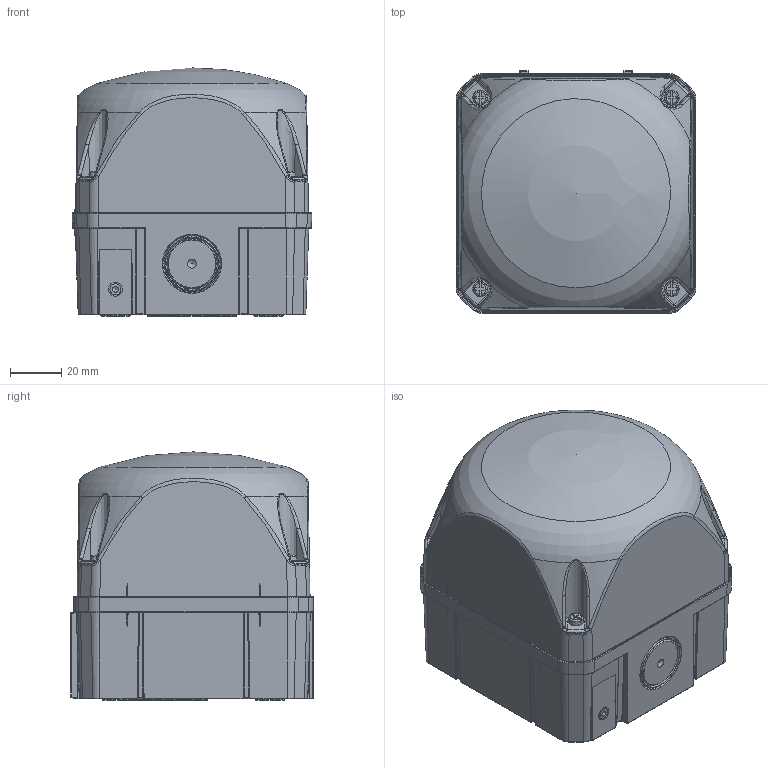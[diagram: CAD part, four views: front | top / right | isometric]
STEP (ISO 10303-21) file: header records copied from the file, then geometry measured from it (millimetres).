
FILE_DESCRIPTION(/* description */ (''),/* implementation_level */ '2;1');
FILE_NAME(/* name */ 'QDS QFS.stp',/* time_stamp */ '2012-09-10T09:40:56+02:00',/* author */ (''),/* organization */ (''),/* preprocessor_version */ 'ST-DEVELOPER v11',/* originating_system */ 'SIEMENS PLM Software NX 7.5',/* authorisation */ '');
FILE_SCHEMA (('AUTOMOTIVE_DESIGN { 1 0 10303 214 1 1 1 1 }'));
Length unit declared in the file: millimetre
Products named in the file (1): m.ne70484gv7
Bounding box: 93.98 x 95.2 x 97.3 mm (x, y, z)
Volume: 709022.6 mm3; surface area: 76591.8 mm2
Topology: 8 solids, 8 shells, 1322 faces, 3107 edges, 1782 vertices
Faces by surface type: cylinder 411, plane 355, bspline 240, torus 136, cone 91, sphere 89
Full cylindrical faces by diameter (mm): 1.2 x8, 2.45 x4, 2.7 x3, 2.9 x4, 3 x1, 3.5 x4, 3.7 x4, 4 x1, 4.3 x3, 5.5 x2, 6.3 x1, 6.6 x4, 11.6 x4, 20 x1, 31 x1, 31.262 x1, 35.262 x1
Entity records: 41080 total; most frequent: CARTESIAN_POINT 13189, DIRECTION 5749, ORIENTED_EDGE 5664, EDGE_CURVE 2832, AXIS2_PLACEMENT_3D 2280, VERTEX_POINT 1732, EDGE_LOOP 1552, ADVANCED_FACE 1322
